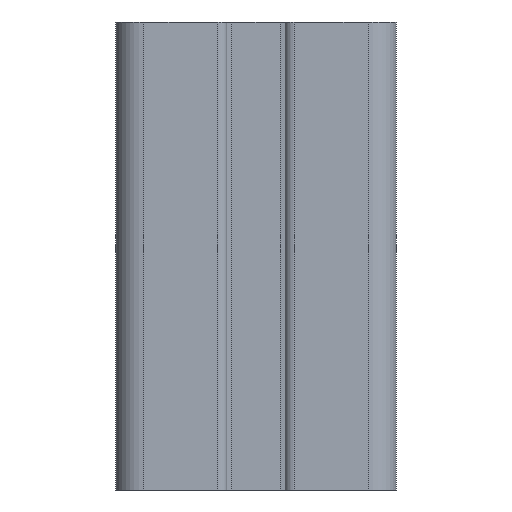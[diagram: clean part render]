
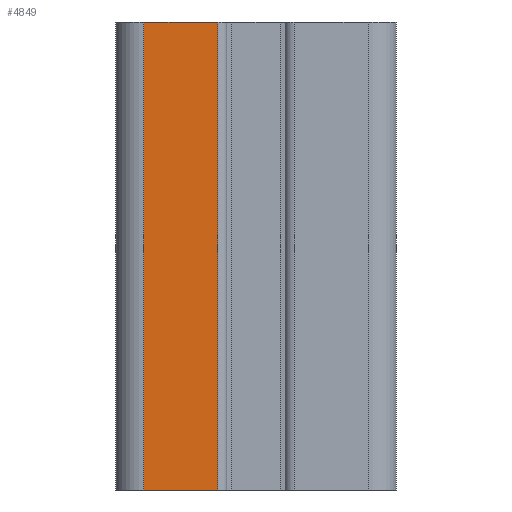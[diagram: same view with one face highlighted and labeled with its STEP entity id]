
A CAD part, front view. The second image highlights one B-rep face of the part: STEP entity #4849.
In plain terms, the highlighted planar face has unit normal (0, -1, 0).
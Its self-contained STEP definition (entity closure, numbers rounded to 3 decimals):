
#246 = ORIENTED_EDGE ( 'NONE', *, *, #4884, .F. ) ;
#247 = ORIENTED_EDGE ( 'NONE', *, *, #4885, .T. ) ;
#248 = ORIENTED_EDGE ( 'NONE', *, *, #4883, .F. ) ;
#249 = ORIENTED_EDGE ( 'NONE', *, *, #4829, .T. ) ;
#3560 = LINE ( 'NONE', #3561, #3798 ) ;
#3561 = CARTESIAN_POINT ( 'NONE',  ( 10.9, 0., -30. ) ) ;
#3562 = DIRECTION ( 'NONE',  ( 0., 0., 1. ) ) ;
#3628 = PLANE ( 'NONE',  #3846 ) ;
#3629 = CARTESIAN_POINT ( 'NONE',  ( 3., 0., -30. ) ) ;
#3630 = DIRECTION ( 'NONE',  ( 0., -1., 0. ) ) ;
#3631 = DIRECTION ( 'NONE',  ( 1., 0., 0. ) ) ;
#3748 = LINE ( 'NONE', #3749, #3927 ) ;
#3749 = CARTESIAN_POINT ( 'NONE',  ( 3., 0., -30. ) ) ;
#3750 = DIRECTION ( 'NONE',  ( 0., 0., 1. ) ) ;
#3751 = LINE ( 'NONE', #3752, #3928 ) ;
#3752 = CARTESIAN_POINT ( 'NONE',  ( 3., 0., 20. ) ) ;
#3753 = DIRECTION ( 'NONE',  ( 1., 0., 0. ) ) ;
#3754 = LINE ( 'NONE', #3755, #3929 ) ;
#3755 = CARTESIAN_POINT ( 'NONE',  ( 3., 0., -30. ) ) ;
#3756 = DIRECTION ( 'NONE',  ( 1., 0., 0. ) ) ;
#3798 = VECTOR ( 'NONE', #3562, 1000. ) ;
#3842 = FACE_OUTER_BOUND ( 'NONE', #5127, .T. ) ;
#3846 = AXIS2_PLACEMENT_3D ( 'NONE', #3629, #3630, #3631 ) ;
#3927 = VECTOR ( 'NONE', #3750, 1000. ) ;
#3928 = VECTOR ( 'NONE', #3753, 1000. ) ;
#3929 = VECTOR ( 'NONE', #3756, 1000. ) ;
#4582 = CARTESIAN_POINT ( 'NONE',  ( 3., 0., 20. ) ) ;
#4583 = CARTESIAN_POINT ( 'NONE',  ( 3., 0., -30. ) ) ;
#4584 = CARTESIAN_POINT ( 'NONE',  ( 10.9, 0., -30. ) ) ;
#4594 = CARTESIAN_POINT ( 'NONE',  ( 10.9, 0., 20. ) ) ;
#4829 = EDGE_CURVE ( 'NONE', #5252, #5262, #3560, .T. ) ;
#4849 = ADVANCED_FACE ( 'NONE', ( #3842 ), #3628, .T. ) ;
#4883 = EDGE_CURVE ( 'NONE', #5251, #5250, #3748, .T. ) ;
#4884 = EDGE_CURVE ( 'NONE', #5250, #5262, #3751, .T. ) ;
#4885 = EDGE_CURVE ( 'NONE', #5251, #5252, #3754, .T. ) ;
#5127 = EDGE_LOOP ( 'NONE', ( #246, #248, #247, #249 ) ) ;
#5250 = VERTEX_POINT ( 'NONE', #4582 ) ;
#5251 = VERTEX_POINT ( 'NONE', #4583 ) ;
#5252 = VERTEX_POINT ( 'NONE', #4584 ) ;
#5262 = VERTEX_POINT ( 'NONE', #4594 ) ;
